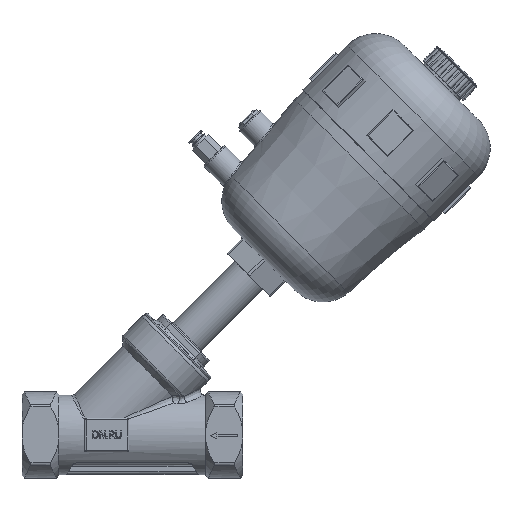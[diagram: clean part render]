
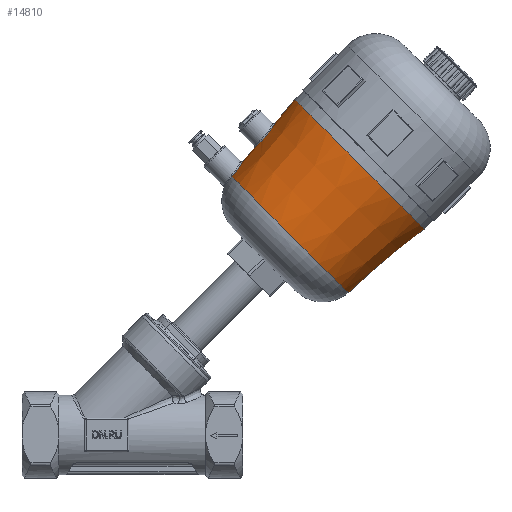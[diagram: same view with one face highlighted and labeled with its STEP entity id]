
A CAD part, top view. The second image highlights one B-rep face of the part: STEP entity #14810.
In plain terms, the highlighted conical face has half-angle 5 degrees and reference radius 58.177 mm.
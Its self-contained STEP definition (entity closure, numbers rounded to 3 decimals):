
#79=CONICAL_SURFACE('',#16119,58.177,0.087);
#1396=B_SPLINE_CURVE_WITH_KNOTS('',3,(#59378,#59379,#59380,#59381,#59382,
#59383,#59384,#59385,#59386,#59387),.UNSPECIFIED.,.F.,.F.,(4,1,1,1,1,1,
1,4),(-3.808,-3.264,-2.72,-2.176,
-1.632,-1.088,-0.544,0.),.UNSPECIFIED.);
#1397=B_SPLINE_CURVE_WITH_KNOTS('',3,(#59397,#59398,#59399,#59400,#59401,
#59402,#59403,#59404,#59405,#59406,#59407,#59408,#59409,#59410,#59411,#59412,
#59413),.UNSPECIFIED.,.T.,.F.,(4,1,1,1,1,1,1,1,1,1,1,1,1,1,4),(-6.051,
-5.619,-5.187,-4.61,-4.322,
-3.746,-3.458,-2.881,-2.593,
-2.305,-1.729,-1.297,-0.864,
-0.432,0.),.UNSPECIFIED.);
#1436=FACE_BOUND('',#3357,.T.);
#2466=FACE_OUTER_BOUND('',#3356,.T.);
#3356=EDGE_LOOP('',(#12715,#12716,#12717,#12718,#12719,#12720,#12721));
#3357=EDGE_LOOP('',(#12722));
#4061=CIRCLE('',#16120,56.293);
#4062=CIRCLE('',#16121,62.177);
#4063=CIRCLE('',#16122,62.177);
#4064=CIRCLE('',#16123,56.293);
#4610=LINE('',#59391,#5103);
#5103=VECTOR('',#18934,58.177);
#6443=VERTEX_POINT('',#59376);
#6444=VERTEX_POINT('',#59377);
#6445=VERTEX_POINT('',#59388);
#6446=VERTEX_POINT('',#59390);
#6447=VERTEX_POINT('',#59392);
#6448=VERTEX_POINT('',#59396);
#8559=EDGE_CURVE('',#6443,#6444,#1396,.T.);
#8560=EDGE_CURVE('',#6445,#6443,#4061,.T.);
#8561=EDGE_CURVE('',#6445,#6446,#4610,.T.);
#8562=EDGE_CURVE('',#6446,#6447,#4062,.T.);
#8563=EDGE_CURVE('',#6447,#6446,#4063,.T.);
#8564=EDGE_CURVE('',#6444,#6445,#4064,.T.);
#8565=EDGE_CURVE('',#6448,#6448,#1397,.T.);
#12715=ORIENTED_EDGE('',*,*,#8559,.F.);
#12716=ORIENTED_EDGE('',*,*,#8560,.F.);
#12717=ORIENTED_EDGE('',*,*,#8561,.T.);
#12718=ORIENTED_EDGE('',*,*,#8562,.T.);
#12719=ORIENTED_EDGE('',*,*,#8563,.T.);
#12720=ORIENTED_EDGE('',*,*,#8561,.F.);
#12721=ORIENTED_EDGE('',*,*,#8564,.F.);
#12722=ORIENTED_EDGE('',*,*,#8565,.F.);
#14810=ADVANCED_FACE('',(#2466,#1436),#79,.T.);
#16119=AXIS2_PLACEMENT_3D('',#59375,#18930,#18931);
#16120=AXIS2_PLACEMENT_3D('',#59389,#18932,#18933);
#16121=AXIS2_PLACEMENT_3D('',#59393,#18935,#18936);
#16122=AXIS2_PLACEMENT_3D('',#59394,#18937,#18938);
#16123=AXIS2_PLACEMENT_3D('',#59395,#18939,#18940);
#18930=DIRECTION('center_axis',(-1.,0.,0.));
#18931=DIRECTION('ref_axis',(0.,0.,1.));
#18932=DIRECTION('center_axis',(1.,0.,0.));
#18933=DIRECTION('ref_axis',(0.,0.,1.));
#18934=DIRECTION('',(-0.996,0.,-0.087));
#18935=DIRECTION('center_axis',(1.,0.,0.));
#18936=DIRECTION('ref_axis',(0.,0.,1.));
#18937=DIRECTION('center_axis',(1.,0.,0.));
#18938=DIRECTION('ref_axis',(0.,0.,1.));
#18939=DIRECTION('center_axis',(1.,0.,0.));
#18940=DIRECTION('ref_axis',(0.,0.,1.));
#59375=CARTESIAN_POINT('Origin',(124.38,0.,0.));
#59376=CARTESIAN_POINT('',(145.91,55.269,-10.692));
#59377=CARTESIAN_POINT('',(145.91,55.269,10.692));
#59378=CARTESIAN_POINT('Ctrl Pts',(145.91,55.269,-10.692));
#59379=CARTESIAN_POINT('Ctrl Pts',(144.119,55.378,-10.953));
#59380=CARTESIAN_POINT('Ctrl Pts',(140.423,55.786,-10.585));
#59381=CARTESIAN_POINT('Ctrl Pts',(135.833,56.72,-7.576));
#59382=CARTESIAN_POINT('Ctrl Pts',(133.188,57.424,-2.764));
#59383=CARTESIAN_POINT('Ctrl Pts',(133.184,57.427,2.766));
#59384=CARTESIAN_POINT('Ctrl Pts',(135.833,56.719,7.575));
#59385=CARTESIAN_POINT('Ctrl Pts',(140.422,55.787,10.585));
#59386=CARTESIAN_POINT('Ctrl Pts',(144.119,55.378,10.953));
#59387=CARTESIAN_POINT('Ctrl Pts',(145.91,55.269,10.692));
#59388=CARTESIAN_POINT('',(145.91,0.,-56.293));
#59389=CARTESIAN_POINT('Origin',(145.91,0.,
0.));
#59390=CARTESIAN_POINT('',(78.66,0.,-62.177));
#59391=CARTESIAN_POINT('',(124.38,0.,-58.177));
#59392=CARTESIAN_POINT('',(78.66,0.,62.177));
#59393=CARTESIAN_POINT('Origin',(78.66,0.,0.));
#59394=CARTESIAN_POINT('Origin',(78.66,0.,0.));
#59395=CARTESIAN_POINT('Origin',(145.91,0.,
0.));
#59396=CARTESIAN_POINT('',(111.788,58.3,10.724));
#59397=CARTESIAN_POINT('Ctrl Pts',(111.788,58.3,10.724));
#59398=CARTESIAN_POINT('Ctrl Pts',(113.422,58.194,10.511));
#59399=CARTESIAN_POINT('Ctrl Pts',(116.595,58.128,9.346));
#59400=CARTESIAN_POINT('Ctrl Pts',(120.511,58.348,5.334));
#59401=CARTESIAN_POINT('Ctrl Pts',(121.728,58.484,0.389));
#59402=CARTESIAN_POINT('Ctrl Pts',(120.551,58.364,-4.974));
#59403=CARTESIAN_POINT('Ctrl Pts',(117.722,58.161,-8.531));
#59404=CARTESIAN_POINT('Ctrl Pts',(112.715,58.177,-10.957));
#59405=CARTESIAN_POINT('Ctrl Pts',(108.129,58.582,-10.989));
#59406=CARTESIAN_POINT('Ctrl Pts',(104.15,59.257,-9.129));
#59407=CARTESIAN_POINT('Ctrl Pts',(100.883,59.952,-6.238));
#59408=CARTESIAN_POINT('Ctrl Pts',(98.923,60.484,-1.539));
#59409=CARTESIAN_POINT('Ctrl Pts',(99.71,60.264,3.977));
#59410=CARTESIAN_POINT('Ctrl Pts',(102.499,59.577,8.094));
#59411=CARTESIAN_POINT('Ctrl Pts',(106.799,58.767,10.627));
#59412=CARTESIAN_POINT('Ctrl Pts',(110.153,58.407,10.938));
#59413=CARTESIAN_POINT('Ctrl Pts',(111.788,58.3,10.724));
